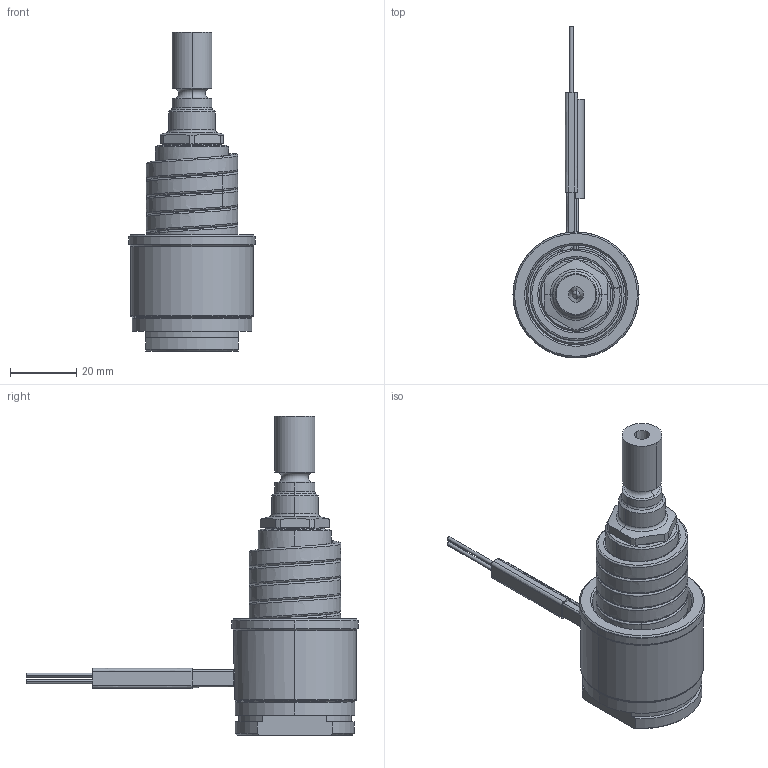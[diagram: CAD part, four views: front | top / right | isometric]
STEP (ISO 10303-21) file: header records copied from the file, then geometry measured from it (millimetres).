
FILE_DESCRIPTION((''),'2;1');
FILE_NAME('LS-76-BEU-H','2014-02-27T',('Íàòàëüÿ'),('IMID'),'PRO/ENGINEER BY PARAMETRIC TECHNOLOGY CORPORATION, 2010180','PRO/ENGINEER BY PARAMETRIC TECHNOLOGY CORPORATION, 2010180','');
FILE_SCHEMA(('CONFIG_CONTROL_DESIGN'));
Length unit declared in the file: millimetre
Products named in the file (1): LS-76-BEU-H
Bounding box: 38 x 100 x 96.2 mm (x, y, z)
Volume: 49575.9 mm3; surface area: 25081.4 mm2
Topology: 1 solids, 9 shells, 339 faces, 852 edges, 512 vertices
Faces by surface type: cylinder 104, bspline 69, cone 68, plane 51, torus 28, revolution 9, extrusion 8, sphere 2
Entity records: 18049 total; most frequent: CARTESIAN_POINT 10380, ORIENTED_EDGE 1664, DIRECTION 1464, EDGE_CURVE 844, AXIS2_PLACEMENT_3D 585, VERTEX_POINT 512, EDGE_LOOP 362, FACE_OUTER_BOUND 339
